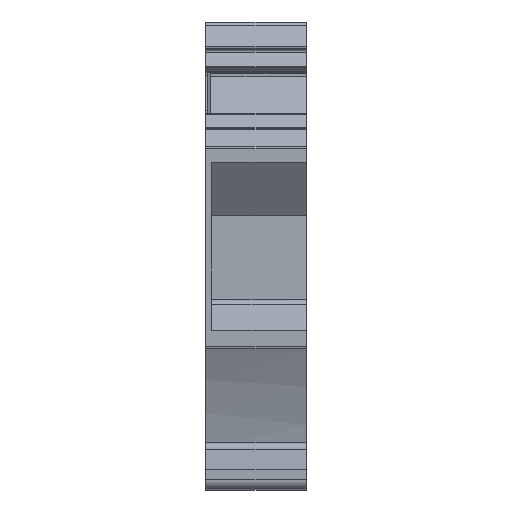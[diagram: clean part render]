
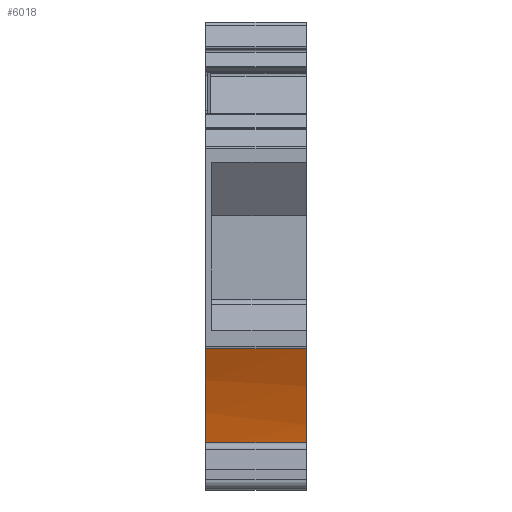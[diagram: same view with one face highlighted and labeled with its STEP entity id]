
A CAD part, front view. The second image highlights one B-rep face of the part: STEP entity #6018.
In plain terms, the highlighted cylindrical face has radius 40 mm (diameter 80 mm), a partial arc.
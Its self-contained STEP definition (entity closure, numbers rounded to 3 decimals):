
#1614=AXIS2_PLACEMENT_3D('Circle Axis2P3D',#1612,#1613,$) ;
#5991=AXIS2_PLACEMENT_3D('Cylinder Axis2P3D',#5988,#5989,#5990) ;
#6002=AXIS2_PLACEMENT_3D('Circle Axis2P3D',#6000,#6001,$) ;
#6007=AXIS2_PLACEMENT_3D('Circle Axis2P3D',#6005,#6006,$) ;
#1612=CARTESIAN_POINT('Axis2P3D Location',(0.8,-35.588,-4.256)) ;
#1616=CARTESIAN_POINT('Vertex',(0.8,3.844,2.456)) ;
#1618=CARTESIAN_POINT('Vertex',(0.8,3.498,4.245)) ;
#2093=CARTESIAN_POINT('Vertex',(0.,3.498,4.245)) ;
#2096=CARTESIAN_POINT('Line Origine',(0.8,3.498,4.245)) ;
#5966=CARTESIAN_POINT('Vertex',(9.9,0.054,13.899)) ;
#5973=CARTESIAN_POINT('Vertex',(0.,0.054,13.899)) ;
#5976=CARTESIAN_POINT('Line Origine',(0.,0.054,13.899)) ;
#5988=CARTESIAN_POINT('Axis2P3D Location',(0.,-35.588,-4.256)) ;
#5993=CARTESIAN_POINT('Line Origine',(0.,3.844,2.456)) ;
#5997=CARTESIAN_POINT('Vertex',(9.9,3.844,2.456)) ;
#6000=CARTESIAN_POINT('Axis2P3D Location',(9.9,-35.588,-4.256)) ;
#6005=CARTESIAN_POINT('Axis2P3D Location',(0.,-35.588,-4.256)) ;
#1613=DIRECTION('Axis2P3D Direction',(1.,0.,0.)) ;
#2097=DIRECTION('Vector Direction',(-1.,0.,0.)) ;
#5977=DIRECTION('Vector Direction',(1.,0.,0.)) ;
#5989=DIRECTION('Axis2P3D Direction',(1.,0.,0.)) ;
#5990=DIRECTION('Axis2P3D XDirection',(0.,0.,-1.)) ;
#5994=DIRECTION('Vector Direction',(1.,0.,0.)) ;
#6001=DIRECTION('Axis2P3D Direction',(1.,0.,0.)) ;
#6006=DIRECTION('Axis2P3D Direction',(1.,0.,0.)) ;
#2098=VECTOR('Line Direction',#2097,1.) ;
#5978=VECTOR('Line Direction',#5977,1.) ;
#5995=VECTOR('Line Direction',#5994,1.) ;
#6011=ORIENTED_EDGE('',*,*,#2100,.F.) ;
#6012=ORIENTED_EDGE('',*,*,#1620,.F.) ;
#6013=ORIENTED_EDGE('',*,*,#5999,.T.) ;
#6014=ORIENTED_EDGE('',*,*,#6004,.T.) ;
#6015=ORIENTED_EDGE('',*,*,#5980,.F.) ;
#6016=ORIENTED_EDGE('',*,*,#6009,.F.) ;
#6018=ADVANCED_FACE('WDUB 16 Final Housing\\MANIFOLD_SOLID_BREP #43818',(#6017),#5992,.F.) ;
#1615=CIRCLE('generated circle',#1614,40.) ;
#6003=CIRCLE('generated circle',#6002,40.) ;
#6008=CIRCLE('generated circle',#6007,40.) ;
#5992=CYLINDRICAL_SURFACE('generated cylinder',#5991,40.) ;
#1620=EDGE_CURVE('',#1617,#1619,#1615,.T.) ;
#2100=EDGE_CURVE('',#1619,#2094,#2099,.T.) ;
#5980=EDGE_CURVE('',#5974,#5967,#5979,.T.) ;
#5999=EDGE_CURVE('',#1617,#5998,#5996,.T.) ;
#6004=EDGE_CURVE('',#5998,#5967,#6003,.T.) ;
#6009=EDGE_CURVE('',#2094,#5974,#6008,.T.) ;
#6010=EDGE_LOOP('',(#6011,#6012,#6013,#6014,#6015,#6016)) ;
#6017=FACE_OUTER_BOUND('',#6010,.T.) ;
#2099=LINE('Line',#2096,#2098) ;
#5979=LINE('Line',#5976,#5978) ;
#5996=LINE('Line',#5993,#5995) ;
#1617=VERTEX_POINT('',#1616) ;
#1619=VERTEX_POINT('',#1618) ;
#2094=VERTEX_POINT('',#2093) ;
#5967=VERTEX_POINT('',#5966) ;
#5974=VERTEX_POINT('',#5973) ;
#5998=VERTEX_POINT('',#5997) ;
